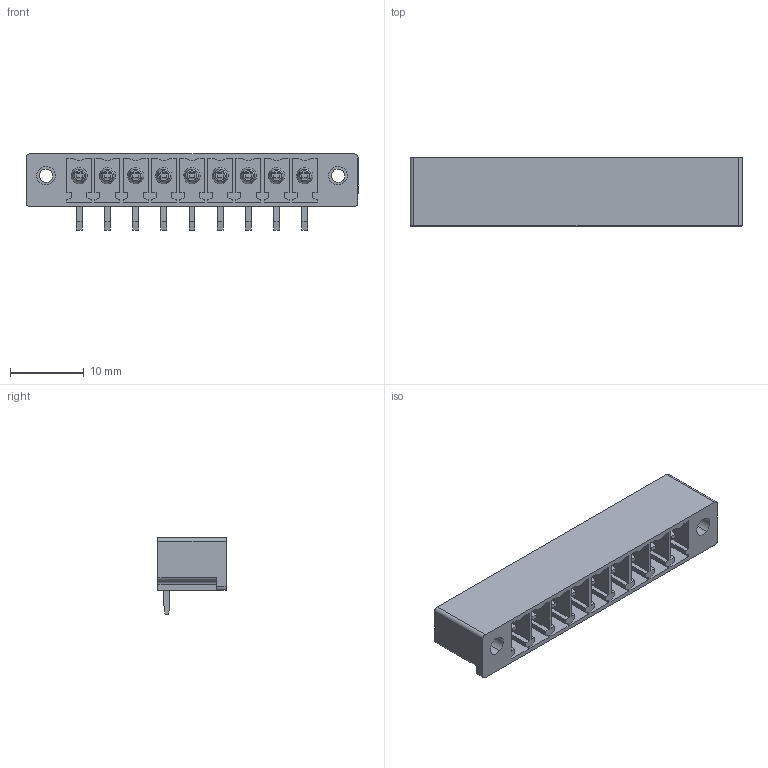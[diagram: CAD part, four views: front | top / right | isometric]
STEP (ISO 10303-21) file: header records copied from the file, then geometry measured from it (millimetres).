
FILE_DESCRIPTION(('CATIA V5 STEP Exchange','CAx-IF Rec.Pracs.--- Model Styling and Organization---1.2---2011-12-15'),'2;1');
FILE_NAME ('D1447442_0', '2018-10-12T04:43:24+00:00', ('none'), ('Weidmueller'), 'CATIA Version 5-6 Release 2014', 'CATIA V5 STEP AP214', 'none');
FILE_SCHEMA(('AUTOMOTIVE_DESIGN { 1 0 10303 214 1 1 1 1 }'));
Length unit declared in the file: millimetre
Products named in the file (1): 1038130000
Bounding box: 44.88 x 9.2 x 10.3 mm (x, y, z)
Volume: 1448.8 mm3; surface area: 3778.8 mm2
Topology: 10 solids, 10 shells, 605 faces, 1673 edges, 1108 vertices
Faces by surface type: plane 522, cylinder 43, cone 22, torus 18
Entity records: 17655 total; most frequent: ORIENTED_EDGE 3346, CARTESIAN_POINT 3135, DIRECTION 2379, EDGE_CURVE 1673, VECTOR 1511, LINE 1511, VERTEX_POINT 1108, EDGE_LOOP 647
